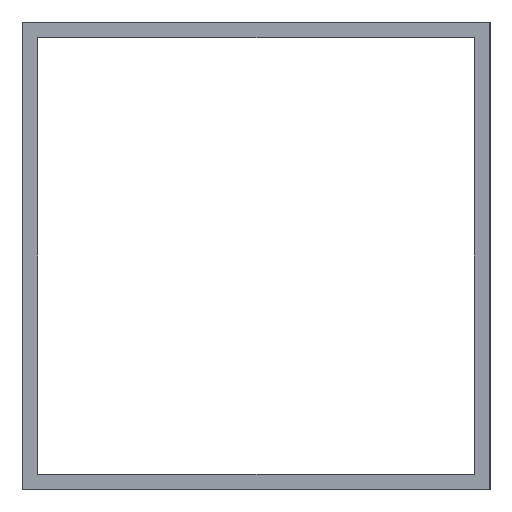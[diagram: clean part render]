
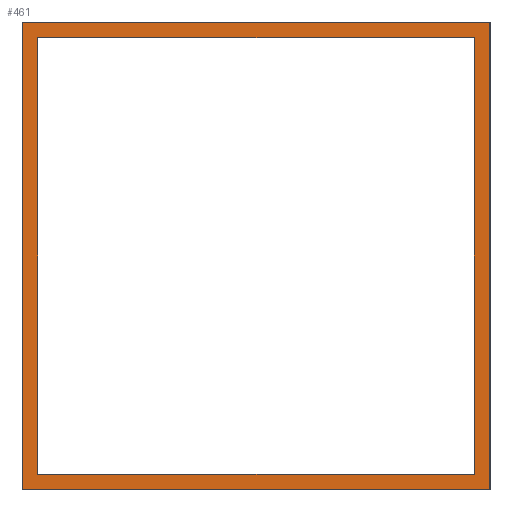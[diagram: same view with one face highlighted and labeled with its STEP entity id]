
A CAD part, left-side view. The second image highlights one B-rep face of the part: STEP entity #461.
In plain terms, the highlighted planar face has unit normal (-1, 0, 0).
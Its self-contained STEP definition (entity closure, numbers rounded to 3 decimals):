
#15=FACE_BOUND('',#86,.T.);
#41=PLANE('',#521);
#63=FACE_OUTER_BOUND('',#85,.T.);
#85=EDGE_LOOP('',(#365,#366,#367,#368));
#86=EDGE_LOOP('',(#369,#370,#371,#372));
#133=LINE('',#737,#169);
#134=LINE('',#739,#170);
#135=LINE('',#741,#171);
#136=LINE('',#742,#172);
#137=LINE('',#745,#173);
#138=LINE('',#747,#174);
#139=LINE('',#749,#175);
#140=LINE('',#750,#176);
#169=VECTOR('',#619,10.);
#170=VECTOR('',#620,10.);
#171=VECTOR('',#621,10.);
#172=VECTOR('',#622,10.);
#173=VECTOR('',#623,10.);
#174=VECTOR('',#624,10.);
#175=VECTOR('',#625,10.);
#176=VECTOR('',#626,10.);
#241=VERTEX_POINT('',#735);
#242=VERTEX_POINT('',#736);
#243=VERTEX_POINT('',#738);
#244=VERTEX_POINT('',#740);
#245=VERTEX_POINT('',#743);
#246=VERTEX_POINT('',#744);
#247=VERTEX_POINT('',#746);
#248=VERTEX_POINT('',#748);
#293=EDGE_CURVE('',#241,#242,#133,.T.);
#294=EDGE_CURVE('',#242,#243,#134,.T.);
#295=EDGE_CURVE('',#243,#244,#135,.T.);
#296=EDGE_CURVE('',#244,#241,#136,.T.);
#297=EDGE_CURVE('',#245,#246,#137,.T.);
#298=EDGE_CURVE('',#246,#247,#138,.T.);
#299=EDGE_CURVE('',#247,#248,#139,.T.);
#300=EDGE_CURVE('',#248,#245,#140,.T.);
#365=ORIENTED_EDGE('',*,*,#293,.T.);
#366=ORIENTED_EDGE('',*,*,#294,.T.);
#367=ORIENTED_EDGE('',*,*,#295,.T.);
#368=ORIENTED_EDGE('',*,*,#296,.T.);
#369=ORIENTED_EDGE('',*,*,#297,.T.);
#370=ORIENTED_EDGE('',*,*,#298,.T.);
#371=ORIENTED_EDGE('',*,*,#299,.T.);
#372=ORIENTED_EDGE('',*,*,#300,.T.);
#461=ADVANCED_FACE('',(#63,#15),#41,.T.);
#521=AXIS2_PLACEMENT_3D('',#734,#617,#618);
#617=DIRECTION('center_axis',(-1.,0.,0.));
#618=DIRECTION('ref_axis',(0.,0.,1.));
#619=DIRECTION('',(0.,0.,1.));
#620=DIRECTION('',(0.,1.,0.));
#621=DIRECTION('',(0.,0.,-1.));
#622=DIRECTION('',(0.,-1.,0.));
#623=DIRECTION('',(0.,0.,1.));
#624=DIRECTION('',(0.,-1.,0.));
#625=DIRECTION('',(0.,0.,-1.));
#626=DIRECTION('',(0.,1.,0.));
#734=CARTESIAN_POINT('Origin',(-725.,0.,0.));
#735=CARTESIAN_POINT('',(-725.,-15.,-15.));
#736=CARTESIAN_POINT('',(-725.,-15.,15.));
#737=CARTESIAN_POINT('',(-725.,-15.,15.));
#738=CARTESIAN_POINT('',(-725.,15.,15.));
#739=CARTESIAN_POINT('',(-725.,15.,15.));
#740=CARTESIAN_POINT('',(-725.,15.,-15.));
#741=CARTESIAN_POINT('',(-725.,15.,-15.));
#742=CARTESIAN_POINT('',(-725.,-15.,-15.));
#743=CARTESIAN_POINT('',(-725.,14.,-14.));
#744=CARTESIAN_POINT('',(-725.,14.,14.));
#745=CARTESIAN_POINT('',(-725.,14.,-14.));
#746=CARTESIAN_POINT('',(-725.,-14.,14.));
#747=CARTESIAN_POINT('',(-725.,14.,14.));
#748=CARTESIAN_POINT('',(-725.,-14.,-14.));
#749=CARTESIAN_POINT('',(-725.,-14.,14.));
#750=CARTESIAN_POINT('',(-725.,-14.,-14.));
